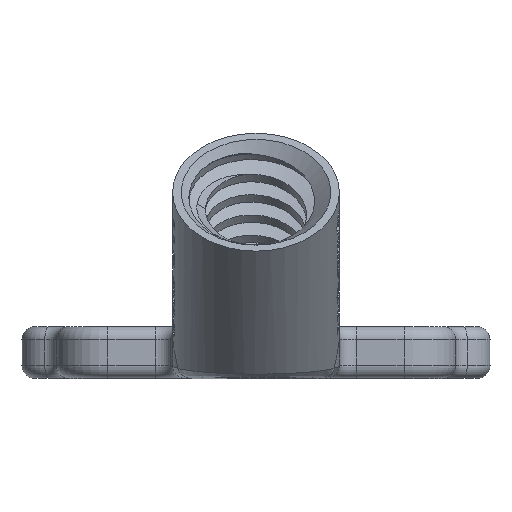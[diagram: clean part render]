
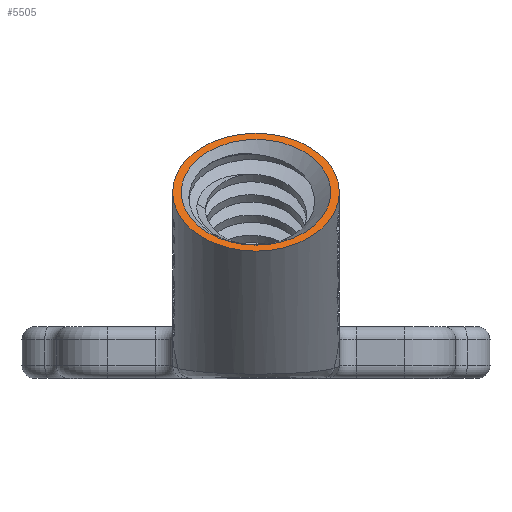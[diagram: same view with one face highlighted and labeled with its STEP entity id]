
A CAD part, top view. The second image highlights one B-rep face of the part: STEP entity #5505.
In plain terms, the highlighted planar face has unit normal (0, 0.707, 0.707).
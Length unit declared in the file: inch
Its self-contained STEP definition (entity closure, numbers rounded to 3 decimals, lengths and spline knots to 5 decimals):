
#57=FACE_BOUND('',#1003,.T.);
#328=PLANE('',#5906);
#662=FACE_OUTER_BOUND('',#1002,.T.);
#1002=EDGE_LOOP('',(#5137));
#1003=EDGE_LOOP('',(#5138));
#1133=CIRCLE('',#5785,0.485);
#1161=CIRCLE('',#5900,0.435);
#2561=VERTEX_POINT('',#10148);
#2715=VERTEX_POINT('',#11882);
#3256=EDGE_CURVE('',#2561,#2561,#1133,.T.);
#3527=EDGE_CURVE('',#2715,#2715,#1161,.T.);
#5137=ORIENTED_EDGE('',*,*,#3256,.T.);
#5138=ORIENTED_EDGE('',*,*,#3527,.T.);
#5505=ADVANCED_FACE('',(#662,#57),#328,.T.);
#5785=AXIS2_PLACEMENT_3D('',#10149,#6698,#6699);
#5900=AXIS2_PLACEMENT_3D('',#11883,#7085,#7086);
#5906=AXIS2_PLACEMENT_3D('',#13125,#7097,#7098);
#6698=DIRECTION('center_axis',(0.,0.707,0.707));
#6699=DIRECTION('ref_axis',(1.,0.,0.));
#7085=DIRECTION('center_axis',(0.,-0.707,-0.707));
#7086=DIRECTION('ref_axis',(-1.,0.,0.));
#7097=DIRECTION('center_axis',(0.,0.707,0.707));
#7098=DIRECTION('ref_axis',(1.,0.,0.));
#10148=CARTESIAN_POINT('',(0.08481,1.07782,2.42891));
#10149=CARTESIAN_POINT('Origin',(0.56981,1.07782,2.42891));
#11882=CARTESIAN_POINT('',(0.13481,1.07782,2.42891));
#11883=CARTESIAN_POINT('Origin',(0.56981,1.07782,2.42891));
#13125=CARTESIAN_POINT('Origin',(0.56981,1.07782,2.42891));
